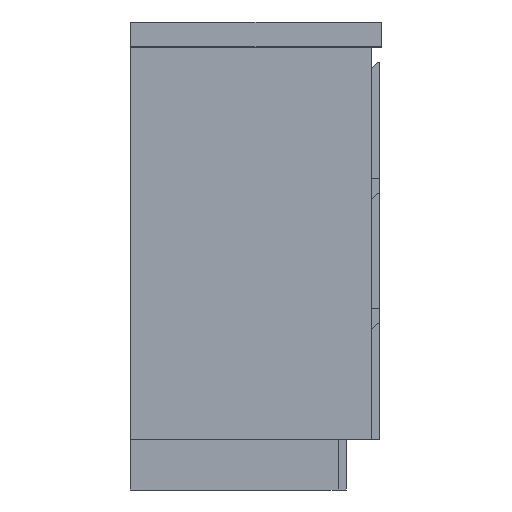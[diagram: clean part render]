
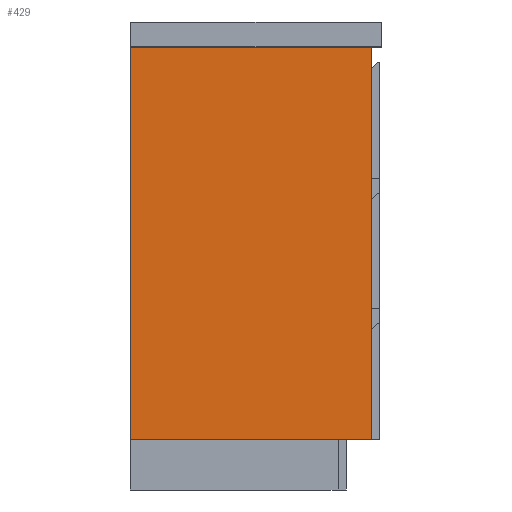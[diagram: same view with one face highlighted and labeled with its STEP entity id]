
A CAD part, left-side view. The second image highlights one B-rep face of the part: STEP entity #429.
In plain terms, the highlighted planar face has unit normal (-1, 0, 0).
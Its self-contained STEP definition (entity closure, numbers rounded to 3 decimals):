
#429=ADVANCED_FACE('',(#560),#2079,.T.);
#560=FACE_OUTER_BOUND('',#691,.T.);
#691=EDGE_LOOP('',(#1007,#1008,#1009,#1010));
#1007=ORIENTED_EDGE('',*,*,#1434,.F.);
#1008=ORIENTED_EDGE('',*,*,#1421,.T.);
#1009=ORIENTED_EDGE('',*,*,#1432,.T.);
#1010=ORIENTED_EDGE('',*,*,#1433,.F.);
#1421=EDGE_CURVE('',#1920,#1919,#1692,.T.);
#1432=EDGE_CURVE('',#1919,#1927,#1703,.T.);
#1433=EDGE_CURVE('',#1928,#1927,#1704,.T.);
#1434=EDGE_CURVE('',#1920,#1928,#1705,.T.);
#1692=B_SPLINE_CURVE_WITH_KNOTS('',1,(#3233,#3234),.UNSPECIFIED.,.F.,.F.,
(2,2),(-780.,0.),.UNSPECIFIED.);
#1703=B_SPLINE_CURVE_WITH_KNOTS('',1,(#3255,#3256),.UNSPECIFIED.,.F.,.F.,
(2,2),(-479.,0.),.UNSPECIFIED.);
#1704=B_SPLINE_CURVE_WITH_KNOTS('',1,(#3257,#3258),.UNSPECIFIED.,.F.,.F.,
(2,2),(-780.,0.),.UNSPECIFIED.);
#1705=B_SPLINE_CURVE_WITH_KNOTS('',1,(#3259,#3260),.UNSPECIFIED.,.F.,.F.,
(2,2),(-479.,0.),.UNSPECIFIED.);
#1919=VERTEX_POINT('',#3213);
#1920=VERTEX_POINT('',#3214);
#1927=VERTEX_POINT('',#3221);
#1928=VERTEX_POINT('',#3222);
#2079=PLANE('',#2331);
#2331=AXIS2_PLACEMENT_3D('',#3202,#2477,$);
#2477=DIRECTION('',(-1.,0.,0.));
#3202=CARTESIAN_POINT('',(-894.,-468.,526.9));
#3213=CARTESIAN_POINT('',(-894.,390.,479.));
#3214=CARTESIAN_POINT('',(-894.,-390.,479.));
#3221=CARTESIAN_POINT('',(-894.,390.,0.));
#3222=CARTESIAN_POINT('',(-894.,-390.,0.));
#3233=CARTESIAN_POINT('',(-894.,-390.,479.));
#3234=CARTESIAN_POINT('',(-894.,390.,479.));
#3255=CARTESIAN_POINT('',(-894.,390.,479.));
#3256=CARTESIAN_POINT('',(-894.,390.,0.));
#3257=CARTESIAN_POINT('',(-894.,-390.,0.));
#3258=CARTESIAN_POINT('',(-894.,390.,0.));
#3259=CARTESIAN_POINT('',(-894.,-390.,479.));
#3260=CARTESIAN_POINT('',(-894.,-390.,0.));
